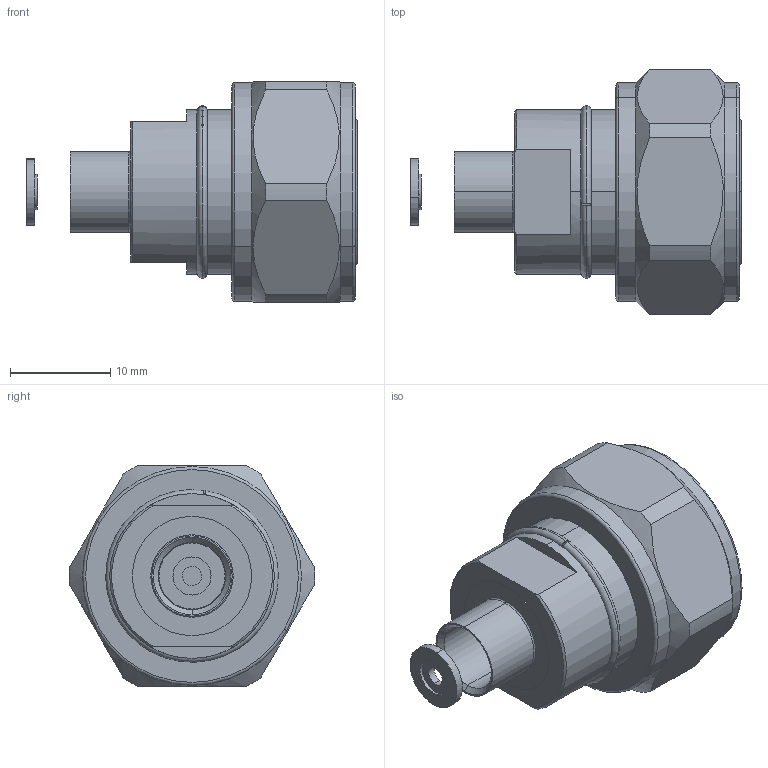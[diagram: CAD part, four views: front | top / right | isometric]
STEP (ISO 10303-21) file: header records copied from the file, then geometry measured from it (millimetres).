
FILE_DESCRIPTION (( 'STEP AP203' ), '1' );
FILE_NAME ('3190-6144(TC-250-4310M-LP).STEP', '2020-08-17T07:31:11', ( '' ), ( '' ), 'SwSTEP 2.0', 'SolidWorks 2018', '' );
FILE_SCHEMA (( 'CONFIG_CONTROL_DESIGN' ));
Length unit declared in the file: inch
Products named in the file (1): 3190-6144(TC-250-4310M-LP)
Bounding box: 32.95 x 24.49 x 22 mm (x, y, z)
Volume: 5533.3 mm3; surface area: 4679.1 mm2
Topology: 3 solids, 3 shells, 181 faces, 382 edges, 228 vertices
Faces by surface type: cylinder 68, cone 52, plane 37, torus 24
Entity records: 5247 total; most frequent: CARTESIAN_POINT 1146, DIRECTION 948, ORIENTED_EDGE 764, AXIS2_PLACEMENT_3D 408, EDGE_CURVE 382, VERTEX_POINT 228, CIRCLE 226, EDGE_LOOP 204
